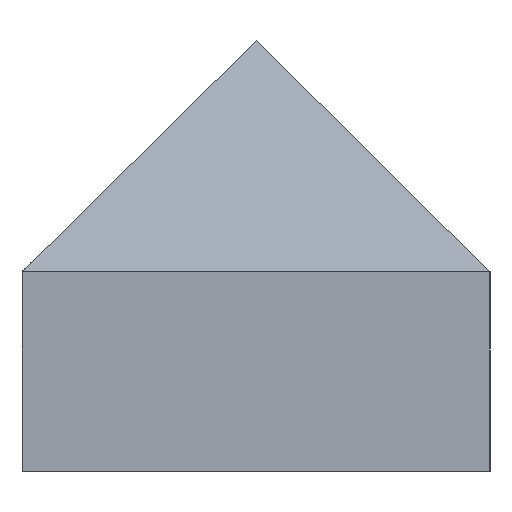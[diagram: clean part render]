
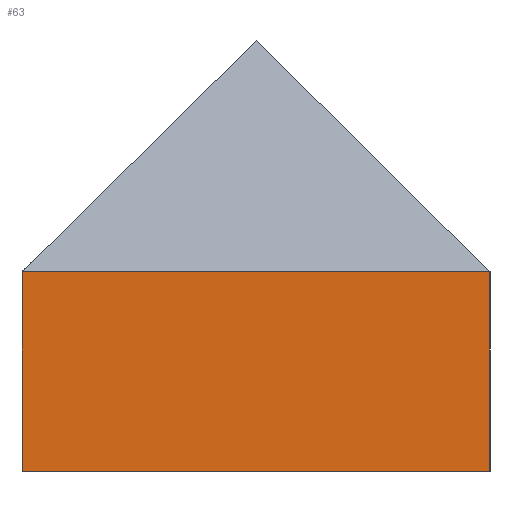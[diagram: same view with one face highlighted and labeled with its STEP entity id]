
A CAD part, left-side view. The second image highlights one B-rep face of the part: STEP entity #63.
In plain terms, the highlighted free-form (B-spline) face has degree [3, 1] with [4, 2] control points.
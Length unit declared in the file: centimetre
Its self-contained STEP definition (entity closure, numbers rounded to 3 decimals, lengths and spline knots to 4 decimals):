
#63=ADVANCED_FACE($,(#71),#162,.T.);
#71=FACE_OUTER_BOUND($,#79,.T.);
#79=EDGE_LOOP($,(#106,#107,#108,#109));
#106=ORIENTED_EDGE($,*,*,#132,.T.);
#107=ORIENTED_EDGE($,*,*,#130,.T.);
#108=ORIENTED_EDGE($,*,*,#131,.T.);
#109=ORIENTED_EDGE($,*,*,#134,.F.);
#130=EDGE_CURVE($,#151,#152,#183,.T.);
#131=EDGE_CURVE($,#152,#154,#184,.T.);
#132=EDGE_CURVE($,#153,#151,#185,.T.);
#134=EDGE_CURVE($,#153,#154,#187,.T.);
#151=VERTEX_POINT($,#825);
#152=VERTEX_POINT($,#826);
#153=VERTEX_POINT($,#827);
#154=VERTEX_POINT($,#828);
#162=B_SPLINE_SURFACE_WITH_KNOTS($,3,1,((#816,#817),(#818,#819),(#820,#821),
(#822,#823)),.UNSPECIFIED.,.F.,.F.,.F.,(4,4),(2,2),(166.373,243.9037),
(0.,181.5758),.UNSPECIFIED.);
#183=B_SPLINE_CURVE_WITH_KNOTS($,1,(#726,#727),.UNSPECIFIED.,.F.,.F.,(2,
2),(0.,181.5758),.UNSPECIFIED.);
#184=B_SPLINE_CURVE_WITH_KNOTS($,3,(#728,#729,#730,#731),.UNSPECIFIED.,.F.,
.F.,(4,4),(-243.9037,-166.373),.UNSPECIFIED.);
#185=B_SPLINE_CURVE_WITH_KNOTS($,3,(#732,#733,#734,#735),.UNSPECIFIED.,.F.,
.F.,(4,4),(166.373,243.9037),.UNSPECIFIED.);
#187=B_SPLINE_CURVE_WITH_KNOTS($,1,(#762,#763),.UNSPECIFIED.,.F.,.F.,(2,
2),(0.,181.5758),.UNSPECIFIED.);
#726=CARTESIAN_POINT($,(0.,181.5758,0.));
#727=CARTESIAN_POINT($,(0.,0.,0.));
#728=CARTESIAN_POINT($,(0.,0.,0.));
#729=CARTESIAN_POINT($,(0.,0.,25.8433));
#730=CARTESIAN_POINT($,(0.,0.,51.6872));
#731=CARTESIAN_POINT($,(0.,0.,77.5306));
#732=CARTESIAN_POINT($,(0.,181.5758,77.5306));
#733=CARTESIAN_POINT($,(0.,181.5758,51.6872));
#734=CARTESIAN_POINT($,(0.,181.5758,25.8433));
#735=CARTESIAN_POINT($,(0.,181.5758,0.));
#762=CARTESIAN_POINT($,(0.,181.5758,77.5306));
#763=CARTESIAN_POINT($,(0.,0.,77.5306));
#816=CARTESIAN_POINT($,(0.,181.5758,77.5306));
#817=CARTESIAN_POINT($,(0.,0.,77.5306));
#818=CARTESIAN_POINT($,(0.,181.5758,51.6872));
#819=CARTESIAN_POINT($,(0.,0.,51.6872));
#820=CARTESIAN_POINT($,(0.,181.5758,25.8433));
#821=CARTESIAN_POINT($,(0.,0.,25.8433));
#822=CARTESIAN_POINT($,(0.,181.5758,0.));
#823=CARTESIAN_POINT($,(0.,0.,0.));
#825=CARTESIAN_POINT($,(0.,181.5758,0.));
#826=CARTESIAN_POINT($,(0.,0.,0.));
#827=CARTESIAN_POINT($,(0.,181.5758,77.5306));
#828=CARTESIAN_POINT($,(0.,0.,77.5306));
